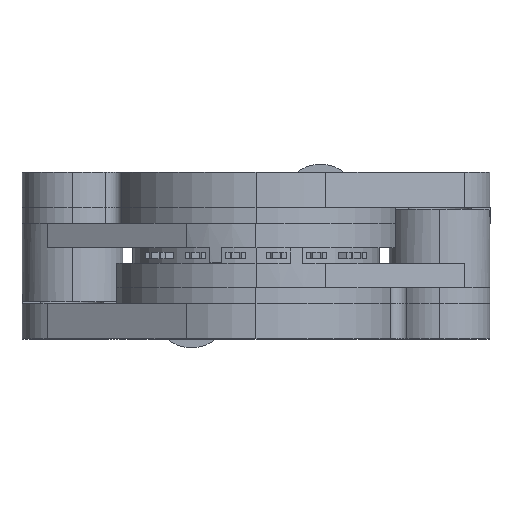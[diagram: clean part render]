
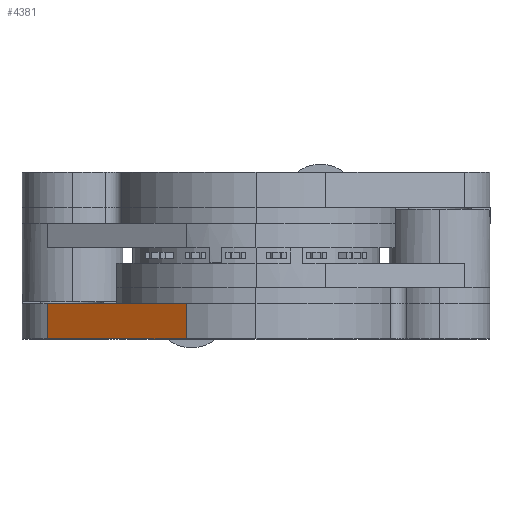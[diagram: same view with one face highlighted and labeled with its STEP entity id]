
A CAD part, top view. The second image highlights one B-rep face of the part: STEP entity #4381.
In plain terms, the highlighted planar face has unit normal (-0.495, 0, 0.869).
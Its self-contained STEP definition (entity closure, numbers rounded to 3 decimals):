
#241 = EDGE_CURVE ( 'NONE', #8496, #5391, #8234, .T. ) ;
#579 = CARTESIAN_POINT ( 'NONE',  ( -10.983, -4.598, 1.943 ) ) ;
#1069 = VECTOR ( 'NONE', #13761, 1000. ) ;
#1569 = FACE_OUTER_BOUND ( 'NONE', #14730, .T. ) ;
#1931 = VECTOR ( 'NONE', #13963, 1000. ) ;
#2185 = ORIENTED_EDGE ( 'NONE', *, *, #3854, .T. ) ;
#3518 = ORIENTED_EDGE ( 'NONE', *, *, #4467, .T. ) ;
#3854 = EDGE_CURVE ( 'NONE', #8496, #12475, #7075, .T. ) ;
#4241 = CARTESIAN_POINT ( 'NONE',  ( -19.711, -2.388, -3.024 ) ) ;
#4381 = ADVANCED_FACE ( 'NONE', ( #1569 ), #11239, .F. ) ;
#4390 = CARTESIAN_POINT ( 'NONE',  ( -10.983, -2.388, 1.943 ) ) ;
#4428 = VERTEX_POINT ( 'NONE', #4241 ) ;
#4467 = EDGE_CURVE ( 'NONE', #12475, #4428, #8531, .T. ) ;
#5391 = VERTEX_POINT ( 'NONE', #8392 ) ;
#5399 = CARTESIAN_POINT ( 'NONE',  ( -10.983, -2.388, 1.943 ) ) ;
#5770 = CARTESIAN_POINT ( 'NONE',  ( -10.983, -4.598, 1.943 ) ) ;
#6367 = DIRECTION ( 'NONE',  ( -0.869, 0., -0.495 ) ) ;
#6757 = DIRECTION ( 'NONE',  ( -0.869, 0., -0.495 ) ) ;
#7075 = LINE ( 'NONE', #5770, #1931 ) ;
#7294 = EDGE_CURVE ( 'NONE', #5391, #4428, #9712, .T. ) ;
#7846 = CARTESIAN_POINT ( 'NONE',  ( -10.983, -4.598, 1.943 ) ) ;
#7906 = CARTESIAN_POINT ( 'NONE',  ( -19.711, -4.598, -3.024 ) ) ;
#8160 = VECTOR ( 'NONE', #6757, 1000. ) ;
#8234 = LINE ( 'NONE', #579, #8987 ) ;
#8392 = CARTESIAN_POINT ( 'NONE',  ( -19.711, -4.598, -3.024 ) ) ;
#8496 = VERTEX_POINT ( 'NONE', #13013 ) ;
#8531 = LINE ( 'NONE', #5399, #8160 ) ;
#8987 = VECTOR ( 'NONE', #6367, 1000. ) ;
#9405 = AXIS2_PLACEMENT_3D ( 'NONE', #7846, #12433, #13643 ) ;
#9712 = LINE ( 'NONE', #7906, #1069 ) ;
#11239 = PLANE ( 'NONE',  #9405 ) ;
#12433 = DIRECTION ( 'NONE',  ( 0.495, 0., -0.869 ) ) ;
#12475 = VERTEX_POINT ( 'NONE', #4390 ) ;
#13013 = CARTESIAN_POINT ( 'NONE',  ( -10.983, -4.598, 1.943 ) ) ;
#13643 = DIRECTION ( 'NONE',  ( 0., 1., 0. ) ) ;
#13761 = DIRECTION ( 'NONE',  ( 0., 1., 0. ) ) ;
#13963 = DIRECTION ( 'NONE',  ( 0., 1., 0. ) ) ;
#14174 = ORIENTED_EDGE ( 'NONE', *, *, #7294, .F. ) ;
#14281 = ORIENTED_EDGE ( 'NONE', *, *, #241, .F. ) ;
#14730 = EDGE_LOOP ( 'NONE', ( #3518, #14174, #14281, #2185 ) ) ;
